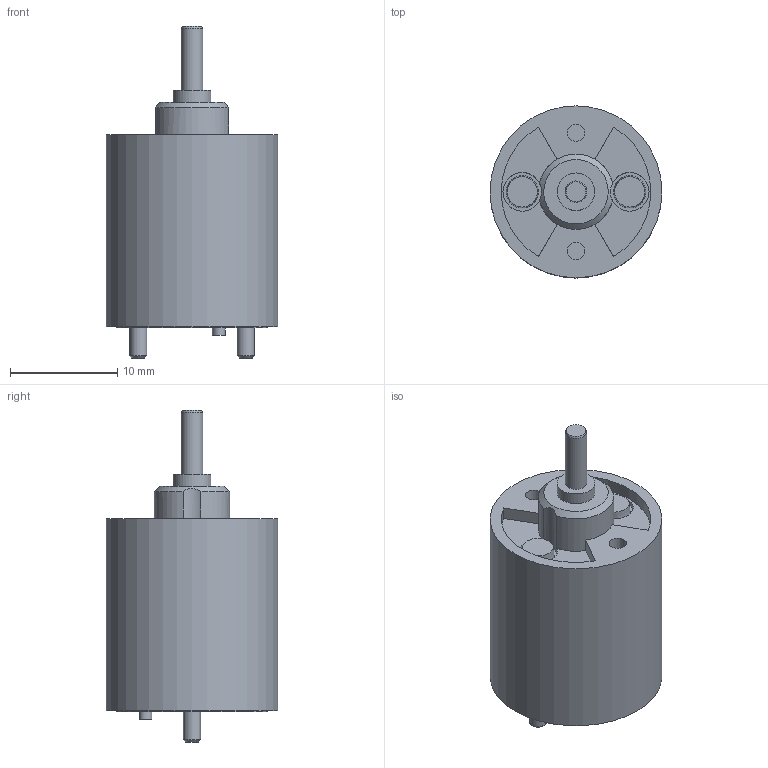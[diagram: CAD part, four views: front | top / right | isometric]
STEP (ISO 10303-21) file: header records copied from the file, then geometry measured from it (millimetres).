
FILE_DESCRIPTION(/* description */ (''),/* implementation_level */ '2;1');
FILE_NAME(/* name */ '16-A_7.stp',/* time_stamp */ '2016-08-22T09:01:27+02:00',/* author */ ('DR. FRITZ FAULHABER GmbH & Co. KG'),/* organization */ ('DR. FRITZ FAULHABER GmbH & Co. KG'),/* preprocessor_version */ 'ST-DEVELOPER v16',/* originating_system */ 'SIEMENS PLM Software NX 10.0',/* authorisation */ '');
FILE_SCHEMA (('AUTOMOTIVE_DESIGN { 1 0 10303 214 3 1 1 1 }'));
Length unit declared in the file: millimetre
Products named in the file (1): H00000746_A
Bounding box: 16 x 16 x 30.9 mm (x, y, z)
Volume: 3542.8 mm3; surface area: 2059.9 mm2
Topology: 1 solids, 1 shells, 52 faces, 103 edges, 69 vertices
Faces by surface type: plane 26, cylinder 18, cone 8
Full cylindrical faces by diameter (mm): 1.2 x1, 1.6 x4, 1.8 x2, 1.99 x1, 2 x1, 2.39 x1, 3.5 x1, 3.6 x2, 6 x1, 14 x1, 16 x1
Entity records: 1244 total; most frequent: DIRECTION 230, CARTESIAN_POINT 219, ORIENTED_EDGE 148, AXIS2_PLACEMENT_3D 105, EDGE_LOOP 90, EDGE_CURVE 74, FACE_BOUND 71, VERTEX_POINT 62
